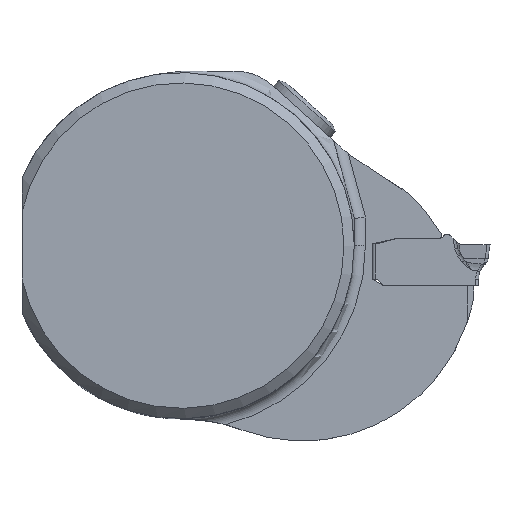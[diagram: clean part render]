
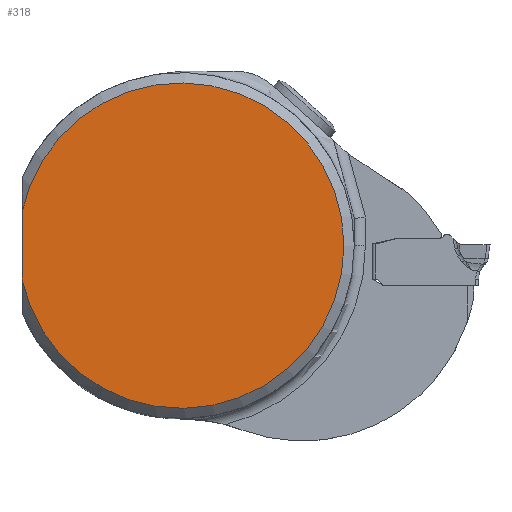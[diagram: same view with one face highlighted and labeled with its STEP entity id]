
A CAD part, top view. The second image highlights one B-rep face of the part: STEP entity #318.
In plain terms, the highlighted planar face has unit normal (0, 0, 1).
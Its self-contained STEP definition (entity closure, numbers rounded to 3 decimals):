
#186=FACE_OUTER_BOUND('',#588,.T.);
#318=ADVANCED_FACE('',(#186),#452,.F.);
#452=PLANE('',#2592);
#517=CIRCLE('',#2591,11.75);
#588=EDGE_LOOP('',(#896,#897));
#896=ORIENTED_EDGE('',*,*,#1849,.F.);
#897=ORIENTED_EDGE('',*,*,#1850,.T.);
#1612=VERTEX_POINT('',#3560);
#1613=VERTEX_POINT('',#3561);
#1849=EDGE_CURVE('',#1612,#1613,#2193,.T.);
#1850=EDGE_CURVE('',#1612,#1613,#517,.T.);
#2193=LINE('',#3559,#2359);
#2359=VECTOR('',#2869,1.);
#2591=AXIS2_PLACEMENT_3D('',#3562,#2870,#2871);
#2592=AXIS2_PLACEMENT_3D('',#3563,#2872,#2873);
#2869=DIRECTION('',(0.,1.,0.));
#2870=DIRECTION('',(0.,0.,1.));
#2871=DIRECTION('',(1.,0.,0.));
#2872=DIRECTION('',(0.,0.,-1.));
#2873=DIRECTION('',(1.,0.,0.));
#3559=CARTESIAN_POINT('',(-11.5,0.,0.3));
#3560=CARTESIAN_POINT('',(-11.5,-2.411,0.3));
#3561=CARTESIAN_POINT('',(-11.5,2.411,0.3));
#3562=CARTESIAN_POINT('',(0.,0.,0.3));
#3563=CARTESIAN_POINT('',(0.,0.,0.3));
